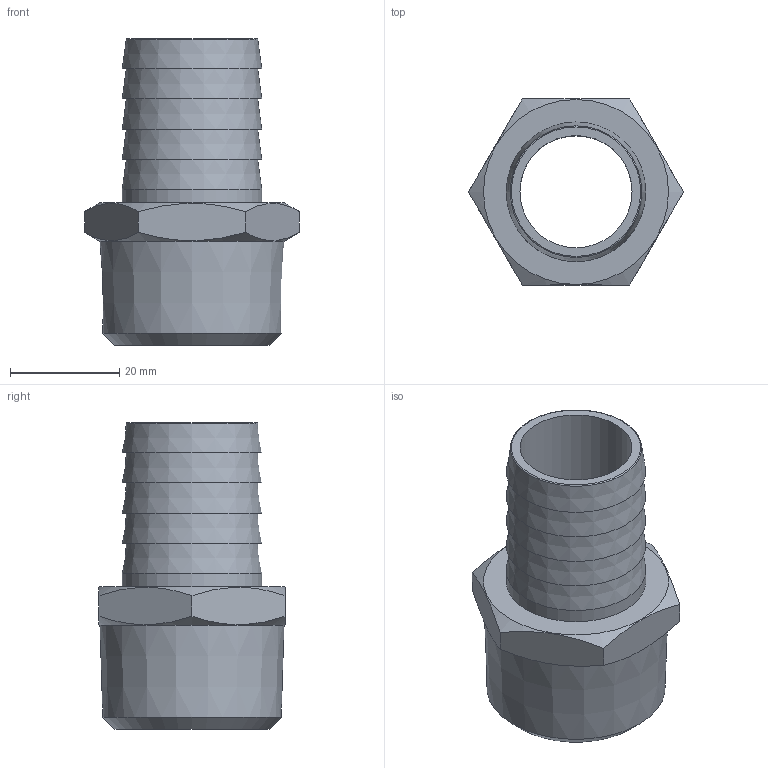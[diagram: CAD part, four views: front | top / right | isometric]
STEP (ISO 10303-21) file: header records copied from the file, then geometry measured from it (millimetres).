
FILE_DESCRIPTION(( 'RA.30C25.01.STP' ), '1');
FILE_NAME( 'RA.30C25.01.STP', '2018-10-11T15:16:19',( 'Sopra'),('sopra-pneumatic.com'), 'SwSTEP 2.0','SolidWorks 2009','' );
FILE_SCHEMA (('AUTOMOTIVE_DESIGN { 1 0 10303 214 1 1 1 1 }'));
Length unit declared in the file: millimetre
Products named in the file (2): Root; 30433
Assembly tree (1 placements, depth 2):
  Root
    30433
Bounding box: 39.26 x 34 x 56 mm (x, y, z)
Volume: 14824.4 mm3; surface area: 10225.4 mm2
Topology: 1 solids, 1 shells, 28 faces, 55 edges, 35 vertices
Faces by surface type: plane 13, cone 11, cylinder 3, torus 1
Full cylindrical faces by diameter (mm): 20.5 x1, 25.5 x1, 26 x1
Entity records: 1076 total; most frequent: DIRECTION 132, CARTESIAN_POINT 103, PRESENTATION_STYLE_ASSIGNMENT 79, COLOUR_RGB 79, DRAUGHTING_PRE_DEFINED_CURVE_FONT 78, CURVE_STYLE 78, OVER_RIDING_STYLED_ITEM 78, ORIENTED_EDGE 78
